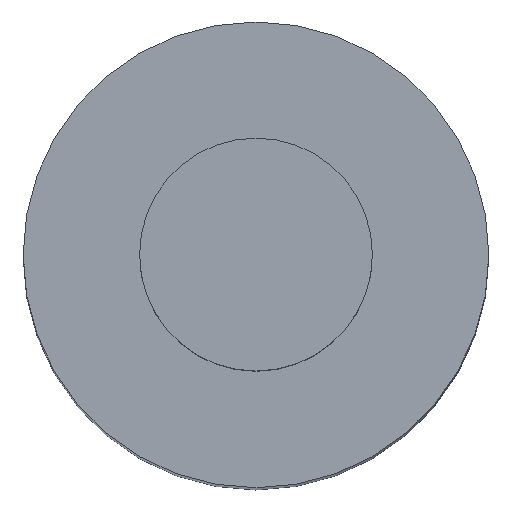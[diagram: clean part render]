
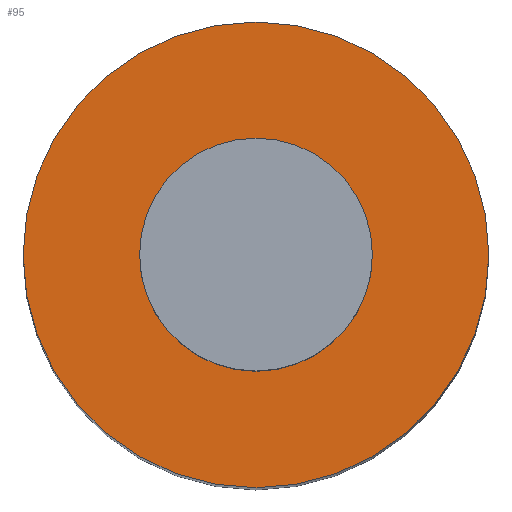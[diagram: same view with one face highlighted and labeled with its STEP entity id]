
A CAD part, top view. The second image highlights one B-rep face of the part: STEP entity #95.
In plain terms, the highlighted planar face has unit normal (0, 0, 1).
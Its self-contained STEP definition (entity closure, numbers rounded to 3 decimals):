
#1 = ORIENTED_EDGE ( 'NONE', *, *, #84, .F. ) ;
#3 = AXIS2_PLACEMENT_3D ( 'NONE', #208, #277, #124 ) ;
#10 = DIRECTION ( 'NONE',  ( 0., 0., 1. ) ) ;
#22 = EDGE_CURVE ( 'NONE', #219, #128, #258, .T. ) ;
#32 = DIRECTION ( 'NONE',  ( 0., 0., 1. ) ) ;
#39 = CIRCLE ( 'NONE', #3, 1. ) ;
#50 = DIRECTION ( 'NONE',  ( 1., 0., 0. ) ) ;
#55 = CARTESIAN_POINT ( 'NONE',  ( -2., 0., 11. ) ) ;
#57 = DIRECTION ( 'NONE',  ( 1., 0., 0. ) ) ;
#62 = VERTEX_POINT ( 'NONE', #165 ) ;
#70 = DIRECTION ( 'NONE',  ( 1., 0., 0. ) ) ;
#71 = AXIS2_PLACEMENT_3D ( 'NONE', #185, #10, #50 ) ;
#75 = DIRECTION ( 'NONE',  ( 0., 0., 1. ) ) ;
#84 = EDGE_CURVE ( 'NONE', #62, #259, #198, .T. ) ;
#90 = ORIENTED_EDGE ( 'NONE', *, *, #22, .T. ) ;
#94 = CARTESIAN_POINT ( 'NONE',  ( 0., 0., 11. ) ) ;
#95 = ADVANCED_FACE ( 'NONE', ( #119, #274 ), #178, .T. ) ;
#99 = CARTESIAN_POINT ( 'NONE',  ( 2., 0., 11. ) ) ;
#100 = CARTESIAN_POINT ( 'NONE',  ( 0., 0., 11. ) ) ;
#111 = ORIENTED_EDGE ( 'NONE', *, *, #213, .T. ) ;
#119 = FACE_BOUND ( 'NONE', #210, .T. ) ;
#121 = AXIS2_PLACEMENT_3D ( 'NONE', #94, #32, #164 ) ;
#124 = DIRECTION ( 'NONE',  ( 1., 0., 0. ) ) ;
#128 = VERTEX_POINT ( 'NONE', #99 ) ;
#149 = DIRECTION ( 'NONE',  ( 0., 0., 1. ) ) ;
#164 = DIRECTION ( 'NONE',  ( 1., 0., 0. ) ) ;
#165 = CARTESIAN_POINT ( 'NONE',  ( -1., 0., 11. ) ) ;
#167 = EDGE_CURVE ( 'NONE', #259, #62, #39, .T. ) ;
#169 = AXIS2_PLACEMENT_3D ( 'NONE', #100, #149, #57 ) ;
#178 = PLANE ( 'NONE',  #217 ) ;
#185 = CARTESIAN_POINT ( 'NONE',  ( 0., 0., 11. ) ) ;
#198 = CIRCLE ( 'NONE', #121, 1. ) ;
#208 = CARTESIAN_POINT ( 'NONE',  ( 0., 0., 11. ) ) ;
#210 = EDGE_LOOP ( 'NONE', ( #1, #224 ) ) ;
#213 = EDGE_CURVE ( 'NONE', #128, #219, #250, .T. ) ;
#217 = AXIS2_PLACEMENT_3D ( 'NONE', #269, #75, #70 ) ;
#219 = VERTEX_POINT ( 'NONE', #55 ) ;
#224 = ORIENTED_EDGE ( 'NONE', *, *, #167, .F. ) ;
#240 = CARTESIAN_POINT ( 'NONE',  ( 1., 0., 11. ) ) ;
#250 = CIRCLE ( 'NONE', #169, 2. ) ;
#258 = CIRCLE ( 'NONE', #71, 2. ) ;
#259 = VERTEX_POINT ( 'NONE', #240 ) ;
#266 = EDGE_LOOP ( 'NONE', ( #90, #111 ) ) ;
#269 = CARTESIAN_POINT ( 'NONE',  ( 0., 0., 11. ) ) ;
#274 = FACE_OUTER_BOUND ( 'NONE', #266, .T. ) ;
#277 = DIRECTION ( 'NONE',  ( 0., 0., 1. ) ) ;
